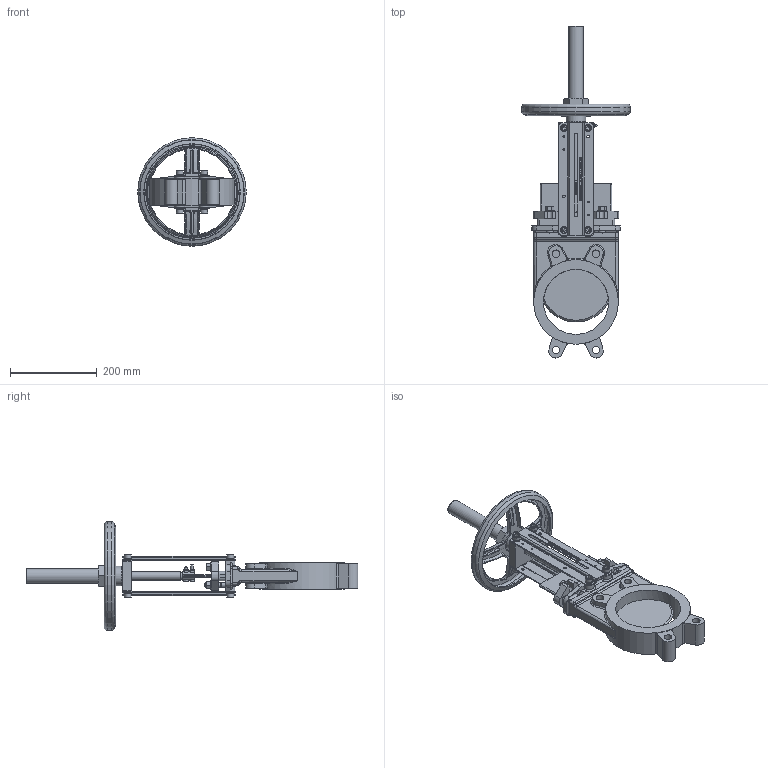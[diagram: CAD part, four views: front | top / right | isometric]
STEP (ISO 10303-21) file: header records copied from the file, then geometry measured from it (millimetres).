
FILE_DESCRIPTION(/* description */ ('170150'),/* implementation_level */ '2;1');
FILE_NAME(/* name */ '170151.stp',/* time_stamp */ '2016-02-16T15:12:04+01:00',/* author */ ('jmorand'),/* organization */ ('Sferaco'),/* preprocessor_version */ 'ST-DEVELOPER v16.1',/* originating_system */ 'Autodesk Inventor 2016',/* authorisation */ '');
FILE_SCHEMA (('AUTOMOTIVE_DESIGN { 1 0 10303 214 3 1 1 }'));
Length unit declared in the file: millimetre
Products named in the file (1): DN150
Bounding box: 250 x 764.66 x 250 mm (x, y, z)
Volume: 2599163.3 mm3; surface area: 547507.4 mm2
Topology: 1 solids, 16 shells, 1880 faces, 4908 edges, 3168 vertices
Faces by surface type: plane 874, bspline 416, cylinder 300, cone 233, torus 52, sphere 5
Full cylindrical faces by diameter (mm): 3.5 x2, 4.2 x6, 5 x2, 6 x10, 6.5 x2, 6.6 x4, 8.5 x16, 10 x17, 10.2 x8, 10.5 x12, 15.4 x8, 15.5 x1, 16 x8, 17.5 x6, 20 x6, 29.152 x1, 32 x1, 34 x1, 41 x1, 45 x2, 149.715 x1, 195 x1, 246 x1, 250 x1
Entity records: 67542 total; most frequent: CARTESIAN_POINT 25418, ORIENTED_EDGE 9368, DIRECTION 7120, EDGE_CURVE 4684, VERTEX_POINT 3111, AXIS2_PLACEMENT_3D 2385, LINE 2350, VECTOR 2350
